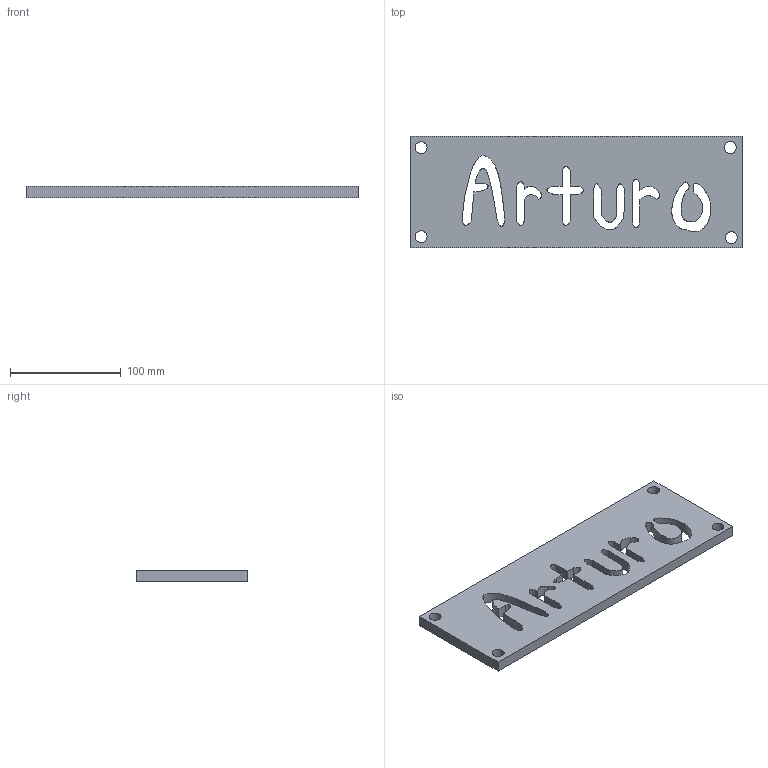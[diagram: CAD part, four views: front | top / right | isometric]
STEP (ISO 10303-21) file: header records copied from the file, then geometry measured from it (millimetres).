
FILE_DESCRIPTION(/* description */ (''),/* implementation_level */ '2;1');
FILE_NAME(/* name */ 'Arturo Name.stp',/* time_stamp */ '2016-09-23T13:16:53-04:00',/* author */ ('jhaun'),/* organization */ (''),/* preprocessor_version */ 'ST-DEVELOPER v16.1',/* originating_system */ 'Autodesk Inventor 2016',/* authorisation */ '');
FILE_SCHEMA (('AUTOMOTIVE_DESIGN { 1 0 10303 214 3 1 1 }'));
Length unit declared in the file: millimetre
Products named in the file (1): Arturo Name
Bounding box: 300.11 x 100.8 x 10 mm (x, y, z)
Volume: 260994.8 mm3; surface area: 72264.7 mm2
Topology: 1 solids, 1 shells, 62 faces, 180 edges, 120 vertices
Faces by surface type: bspline 43, plane 15, cylinder 4
Full cylindrical faces by diameter (mm): 10.837 x4
Entity records: 2136 total; most frequent: CARTESIAN_POINT 712, ORIENTED_EDGE 352, EDGE_CURVE 176, DIRECTION 152, VERTEX_POINT 120, LINE 96, VECTOR 96, EDGE_LOOP 86
